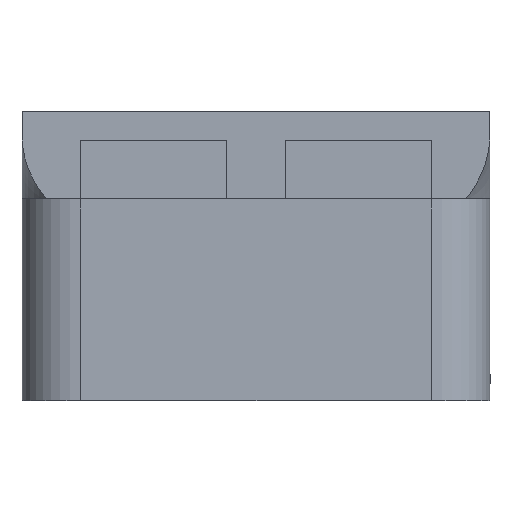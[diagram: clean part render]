
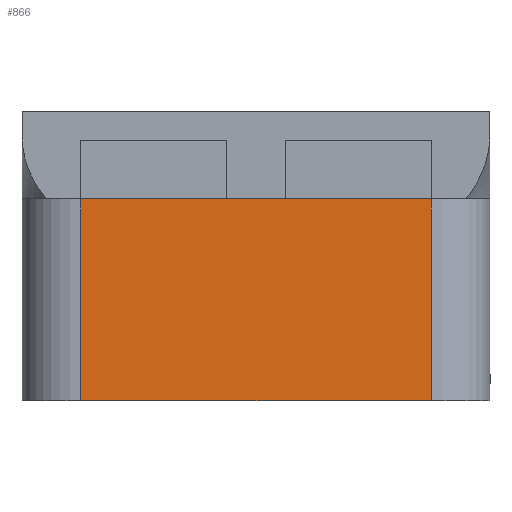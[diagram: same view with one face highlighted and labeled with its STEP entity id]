
A CAD part, left-side view. The second image highlights one B-rep face of the part: STEP entity #866.
In plain terms, the highlighted planar face has unit normal (-1, 0, 0).
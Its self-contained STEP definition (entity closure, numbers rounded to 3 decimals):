
#53=LINE('',#1326,#133);
#59=LINE('',#1374,#139);
#112=LINE('',#1524,#192);
#113=LINE('',#1526,#193);
#133=VECTOR('',#1006,10.);
#139=VECTOR('',#1032,10.);
#192=VECTOR('',#1197,10.);
#193=VECTOR('',#1200,10.);
#230=PLANE('',#961);
#275=FACE_OUTER_BOUND('',#333,.T.);
#333=EDGE_LOOP('',(#804,#805,#806,#807));
#401=VERTEX_POINT('',#1323);
#402=VERTEX_POINT('',#1325);
#414=VERTEX_POINT('',#1371);
#415=VERTEX_POINT('',#1373);
#485=EDGE_CURVE('',#401,#402,#53,.T.);
#501=EDGE_CURVE('',#415,#414,#59,.T.);
#574=EDGE_CURVE('',#415,#401,#112,.T.);
#575=EDGE_CURVE('',#402,#414,#113,.T.);
#804=ORIENTED_EDGE('',*,*,#575,.F.);
#805=ORIENTED_EDGE('',*,*,#485,.F.);
#806=ORIENTED_EDGE('',*,*,#574,.F.);
#807=ORIENTED_EDGE('',*,*,#501,.T.);
#866=ADVANCED_FACE('',(#275),#230,.T.);
#961=AXIS2_PLACEMENT_3D('',#1525,#1198,#1199);
#1006=DIRECTION('',(0.,-1.,0.));
#1032=DIRECTION('',(0.,-1.,0.));
#1197=DIRECTION('',(0.,0.,1.));
#1198=DIRECTION('center_axis',(-1.,0.,0.));
#1199=DIRECTION('ref_axis',(0.,-1.,0.));
#1200=DIRECTION('',(0.,0.,-1.));
#1323=CARTESIAN_POINT('',(-0.328,28.082,21.276));
#1325=CARTESIAN_POINT('',(-0.328,16.082,21.276));
#1326=CARTESIAN_POINT('',(-0.328,27.332,21.276));
#1371=CARTESIAN_POINT('',(-0.328,16.082,14.376));
#1373=CARTESIAN_POINT('',(-0.328,28.082,14.376));
#1374=CARTESIAN_POINT('',(-0.328,25.207,14.376));
#1524=CARTESIAN_POINT('',(-0.328,28.082,14.032));
#1525=CARTESIAN_POINT('Origin',(-0.328,32.582,12.876));
#1526=CARTESIAN_POINT('',(-0.328,16.082,16.626));
